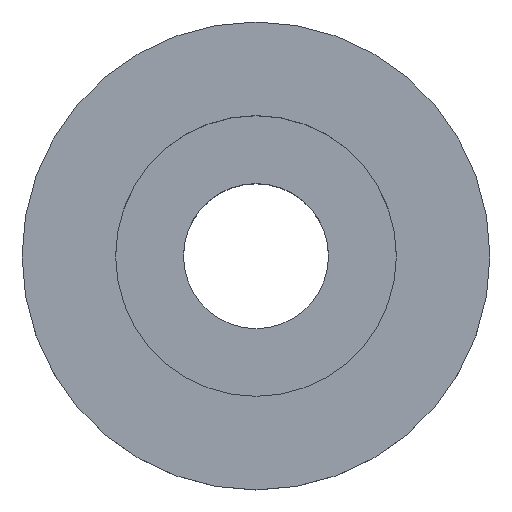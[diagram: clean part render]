
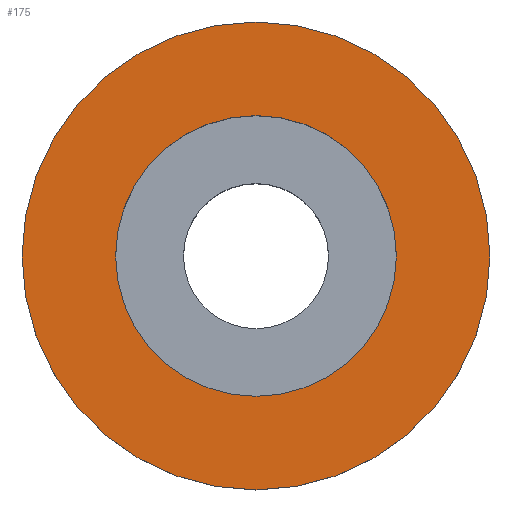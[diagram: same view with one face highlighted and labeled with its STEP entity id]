
A CAD part, top view. The second image highlights one B-rep face of the part: STEP entity #175.
In plain terms, the highlighted planar face has unit normal (0, 0, 1).
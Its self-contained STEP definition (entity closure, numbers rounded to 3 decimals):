
#9 = CIRCLE ( 'NONE', #260, 6. ) ;
#12 = VERTEX_POINT ( 'NONE', #334 ) ;
#44 = AXIS2_PLACEMENT_3D ( 'NONE', #55, #328, #190 ) ;
#46 = CIRCLE ( 'NONE', #316, 10. ) ;
#50 = DIRECTION ( 'NONE',  ( 1., 0., 0. ) ) ;
#55 = CARTESIAN_POINT ( 'NONE',  ( 0., 0., 0. ) ) ;
#59 = VERTEX_POINT ( 'NONE', #170 ) ;
#66 = ORIENTED_EDGE ( 'NONE', *, *, #357, .F. ) ;
#85 = CARTESIAN_POINT ( 'NONE',  ( 10., 0., 0. ) ) ;
#99 = EDGE_LOOP ( 'NONE', ( #259, #317 ) ) ;
#119 = VERTEX_POINT ( 'NONE', #85 ) ;
#131 = DIRECTION ( 'NONE',  ( 0., 0., 1. ) ) ;
#140 = CARTESIAN_POINT ( 'NONE',  ( -10., 0., 0. ) ) ;
#147 = FACE_OUTER_BOUND ( 'NONE', #99, .T. ) ;
#149 = EDGE_CURVE ( 'NONE', #119, #12, #394, .T. ) ;
#154 = AXIS2_PLACEMENT_3D ( 'NONE', #140, #307, #244 ) ;
#170 = CARTESIAN_POINT ( 'NONE',  ( 6., 0., 0. ) ) ;
#173 = CIRCLE ( 'NONE', #44, 6. ) ;
#175 = ADVANCED_FACE ( 'NONE', ( #384, #147 ), #417, .F. ) ;
#177 = DIRECTION ( 'NONE',  ( 0., 0., 1. ) ) ;
#190 = DIRECTION ( 'NONE',  ( 1., 0., 0. ) ) ;
#209 = DIRECTION ( 'NONE',  ( 0., 0., 1. ) ) ;
#223 = DIRECTION ( 'NONE',  ( 1., 0., 0. ) ) ;
#237 = CARTESIAN_POINT ( 'NONE',  ( 0., 0., 0. ) ) ;
#244 = DIRECTION ( 'NONE',  ( -1., 0., 0. ) ) ;
#259 = ORIENTED_EDGE ( 'NONE', *, *, #149, .T. ) ;
#260 = AXIS2_PLACEMENT_3D ( 'NONE', #300, #131, #223 ) ;
#270 = DIRECTION ( 'NONE',  ( 1., 0., 0. ) ) ;
#286 = AXIS2_PLACEMENT_3D ( 'NONE', #374, #177, #50 ) ;
#300 = CARTESIAN_POINT ( 'NONE',  ( 0., 0., 0. ) ) ;
#307 = DIRECTION ( 'NONE',  ( 0., 0., -1. ) ) ;
#312 = EDGE_CURVE ( 'NONE', #324, #59, #173, .T. ) ;
#316 = AXIS2_PLACEMENT_3D ( 'NONE', #237, #209, #270 ) ;
#317 = ORIENTED_EDGE ( 'NONE', *, *, #408, .T. ) ;
#320 = EDGE_LOOP ( 'NONE', ( #66, #385 ) ) ;
#324 = VERTEX_POINT ( 'NONE', #358 ) ;
#328 = DIRECTION ( 'NONE',  ( 0., 0., 1. ) ) ;
#334 = CARTESIAN_POINT ( 'NONE',  ( -10., 0., 0. ) ) ;
#357 = EDGE_CURVE ( 'NONE', #59, #324, #9, .T. ) ;
#358 = CARTESIAN_POINT ( 'NONE',  ( -6., 0., 0. ) ) ;
#374 = CARTESIAN_POINT ( 'NONE',  ( 0., 0., 0. ) ) ;
#384 = FACE_BOUND ( 'NONE', #320, .T. ) ;
#385 = ORIENTED_EDGE ( 'NONE', *, *, #312, .F. ) ;
#394 = CIRCLE ( 'NONE', #286, 10. ) ;
#408 = EDGE_CURVE ( 'NONE', #12, #119, #46, .T. ) ;
#417 = PLANE ( 'NONE',  #154 ) ;
